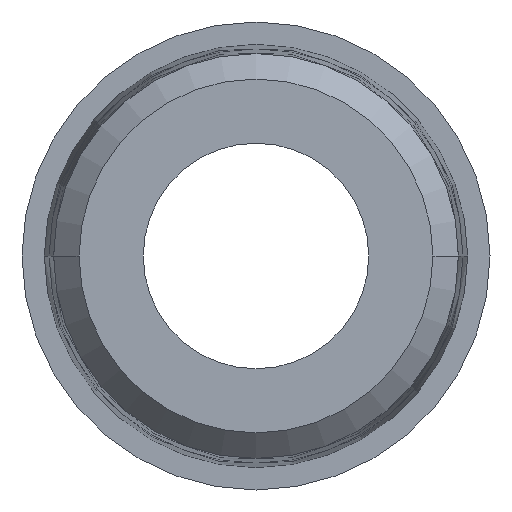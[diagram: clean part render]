
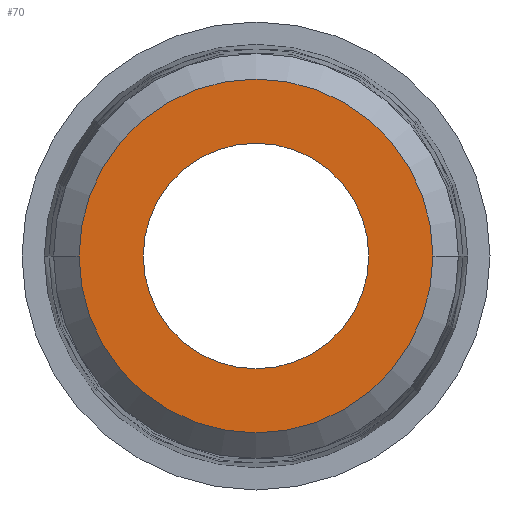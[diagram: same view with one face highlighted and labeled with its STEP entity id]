
A CAD part, left-side view. The second image highlights one B-rep face of the part: STEP entity #70.
In plain terms, the highlighted planar face has unit normal (-1, 0, 0).
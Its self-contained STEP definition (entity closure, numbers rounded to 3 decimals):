
#70=ADVANCED_FACE('',(#133,#134),#135,.T.);
#133=FACE_BOUND('',#211,.T.);
#134=FACE_OUTER_BOUND('',#212,.T.);
#135=PLANE('',#213);
#211=EDGE_LOOP('',(#416,#417));
#212=EDGE_LOOP('',(#418,#419));
#213=AXIS2_PLACEMENT_3D('',#420,#421,#422);
#416=ORIENTED_EDGE('',*,*,#575,.T.);
#417=ORIENTED_EDGE('',*,*,#574,.T.);
#418=ORIENTED_EDGE('',*,*,#555,.F.);
#419=ORIENTED_EDGE('',*,*,#584,.F.);
#420=CARTESIAN_POINT('',(-31.5,-2.079,0.0));
#421=DIRECTION('',(-1.0,0.,-0.0));
#422=DIRECTION('',(0.,1.0,0.0));
#555=EDGE_CURVE('',#671,#674,#675,.T.);
#574=EDGE_CURVE('',#705,#707,#709,.T.);
#575=EDGE_CURVE('',#707,#705,#710,.T.);
#584=EDGE_CURVE('',#674,#671,#719,.T.);
#671=VERTEX_POINT('',#821);
#674=VERTEX_POINT('',#825);
#675=CIRCLE('',#826,4.159);
#705=VERTEX_POINT('',#865);
#707=VERTEX_POINT('',#868);
#709=CIRCLE('',#871,2.65);
#710=CIRCLE('',#872,2.65);
#719=CIRCLE('',#881,4.159);
#821=CARTESIAN_POINT('',(-31.5,-4.159,0.0));
#825=CARTESIAN_POINT('',(-31.5,4.159,0.));
#826=AXIS2_PLACEMENT_3D('',#993,#994,#995);
#865=CARTESIAN_POINT('',(-31.5,2.65,0.));
#868=CARTESIAN_POINT('',(-31.5,-2.65,0.));
#871=AXIS2_PLACEMENT_3D('',#1028,#1029,#1030);
#872=AXIS2_PLACEMENT_3D('',#1031,#1032,#1033);
#881=AXIS2_PLACEMENT_3D('',#1058,#1059,#1060);
#993=CARTESIAN_POINT('',(-31.5,0.0,0.0));
#994=DIRECTION('',(1.0,0.,0.0));
#995=DIRECTION('',(0.,-1.0,0.0));
#1028=CARTESIAN_POINT('',(-31.5,0.0,0.0));
#1029=DIRECTION('',(1.0,0.,0.0));
#1030=DIRECTION('',(0.,1.0,0.0));
#1031=CARTESIAN_POINT('',(-31.5,0.0,0.0));
#1032=DIRECTION('',(1.0,0.,0.0));
#1033=DIRECTION('',(0.,1.0,0.0));
#1058=CARTESIAN_POINT('',(-31.5,0.0,0.0));
#1059=DIRECTION('',(1.0,0.,0.0));
#1060=DIRECTION('',(0.,-1.0,0.0));
